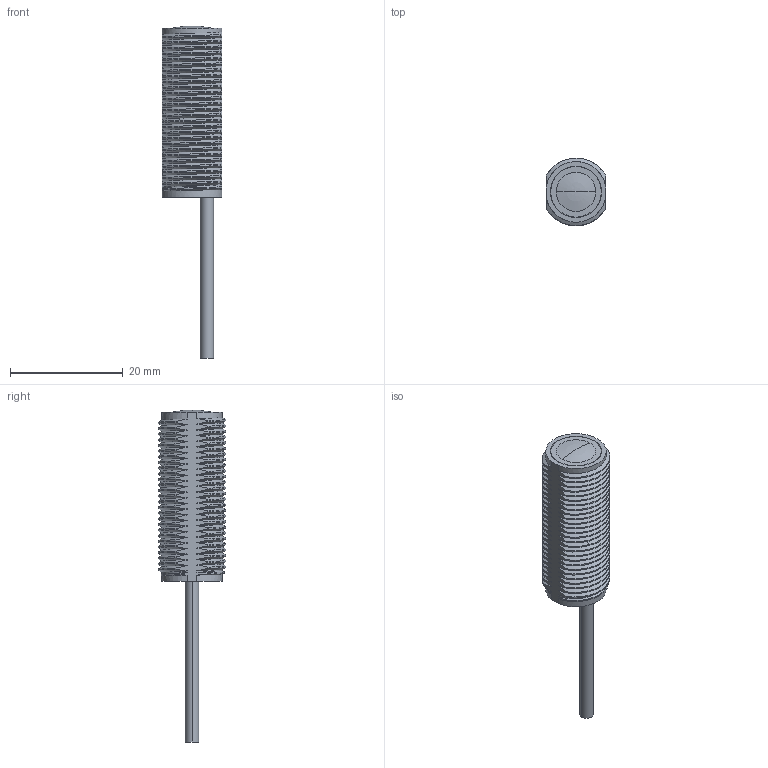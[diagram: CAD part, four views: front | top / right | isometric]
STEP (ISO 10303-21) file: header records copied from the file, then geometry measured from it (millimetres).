
FILE_DESCRIPTION((''),'2;1');
FILE_NAME('177917_ASM','2013-12-16T',('pdmadmin'),(''),'PRO/ENGINEER BY PARAMETRIC TECHNOLOGY CORPORATION, 2013230','PRO/ENGINEER BY PARAMETRIC TECHNOLOGY CORPORATION, 2013230','');
FILE_SCHEMA(('CONFIG_CONTROL_DESIGN'));
Products named in the file (4): 164347; 177917_WIRE; 145852; 177917_ASM
Assembly tree (3 placements, depth 2):
  177917_ASM
    164347
    177917_WIRE
    145852
Bounding box: 10.6 x 12 x 58.88 mm (x, y, z)
Volume: 1851 mm3; surface area: 2960.9 mm2
Topology: 3 solids, 3 shells, 294 faces, 835 edges, 548 vertices
Faces by surface type: bspline 185, cylinder 71, plane 24, cone 8, revolution 4, torus 2
Entity records: 61307 total; most frequent: CARTESIAN_POINT 55047, ORIENTED_EDGE 1662, EDGE_CURVE 831, DIRECTION 633, VERTEX_POINT 548, B_SPLINE_CURVE_WITH_KNOTS 486, EDGE_LOOP 301, FACE_OUTER_BOUND 294
